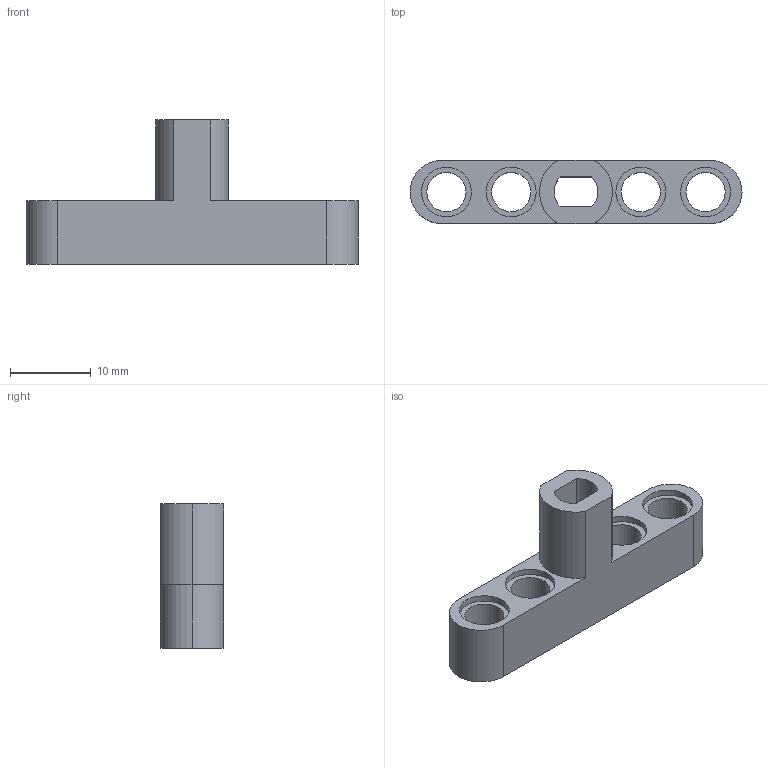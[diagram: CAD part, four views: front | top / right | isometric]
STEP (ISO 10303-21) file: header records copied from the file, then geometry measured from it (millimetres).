
FILE_DESCRIPTION (( 'STEP AP214' ), '1' );
FILE_NAME ('µç»úÊä³ö¼þ1.STEP', '2018-09-21T09:29:50', ( '' ), ( '' ), 'SwSTEP 2.0', 'SolidWorks 2014', '' );
FILE_SCHEMA (( 'AUTOMOTIVE_DESIGN' ));
Length unit declared in the file: millimetre
Products named in the file (1): 萇儂怀堤璃1
Bounding box: 41 x 7.8 x 17.8 mm (x, y, z)
Volume: 2018.6 mm3; surface area: 2203.4 mm2
Topology: 1 solids, 1 shells, 50 faces, 120 edges, 80 vertices
Faces by surface type: cylinder 34, plane 16
Entity records: 1546 total; most frequent: DIRECTION 290, CARTESIAN_POINT 251, ORIENTED_EDGE 240, EDGE_CURVE 120, AXIS2_PLACEMENT_3D 119, VERTEX_POINT 80, EDGE_LOOP 68, CIRCLE 68
